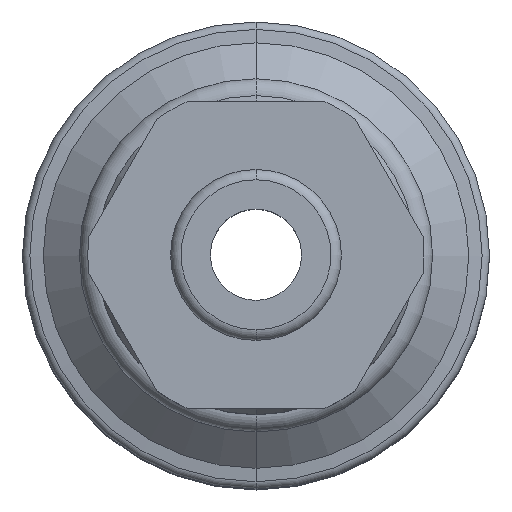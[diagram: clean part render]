
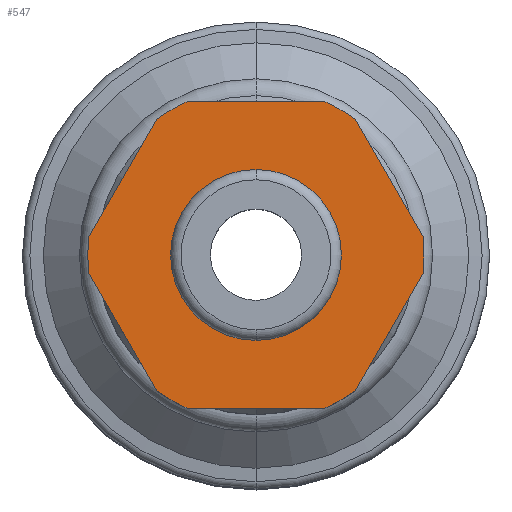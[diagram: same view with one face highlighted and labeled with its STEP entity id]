
A CAD part, top view. The second image highlights one B-rep face of the part: STEP entity #547.
In plain terms, the highlighted planar face has unit normal (0, 0, 1).
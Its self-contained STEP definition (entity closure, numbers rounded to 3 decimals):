
#35 = CIRCLE ( 'NONE', #2958, 14.75 ) ;
#44 = VERTEX_POINT ( 'NONE', #2744 ) ;
#61 = DIRECTION ( 'NONE',  ( -1., 0., 0. ) ) ;
#69 = EDGE_CURVE ( 'NONE', #3135, #161, #3016, .T. ) ;
#82 = CARTESIAN_POINT ( 'NONE',  ( -8.72, 11.896, 7.5 ) ) ;
#90 = DIRECTION ( 'NONE',  ( -0.5, -0.866, 0. ) ) ;
#104 = CARTESIAN_POINT ( 'NONE',  ( 0., 0., 7.5 ) ) ;
#132 = VERTEX_POINT ( 'NONE', #1262 ) ;
#161 = VERTEX_POINT ( 'NONE', #2554 ) ;
#169 = VERTEX_POINT ( 'NONE', #932 ) ;
#223 = ORIENTED_EDGE ( 'NONE', *, *, #983, .F. ) ;
#277 = DIRECTION ( 'NONE',  ( 0., 0., -1. ) ) ;
#301 = CARTESIAN_POINT ( 'NONE',  ( -15.588, 0., 7.5 ) ) ;
#320 = VECTOR ( 'NONE', #3119, 1000. ) ;
#330 = ORIENTED_EDGE ( 'NONE', *, *, #2674, .T. ) ;
#351 = DIRECTION ( 'NONE',  ( 0., 0., -1. ) ) ;
#354 = EDGE_CURVE ( 'NONE', #972, #2327, #2053, .T. ) ;
#367 = ORIENTED_EDGE ( 'NONE', *, *, #2655, .F. ) ;
#448 = ORIENTED_EDGE ( 'NONE', *, *, #69, .T. ) ;
#516 = DIRECTION ( 'NONE',  ( -1., 0., 0. ) ) ;
#547 = ADVANCED_FACE ( 'NONE', ( #663, #3091 ), #1175, .T. ) ;
#555 = ORIENTED_EDGE ( 'NONE', *, *, #2129, .F. ) ;
#564 = CARTESIAN_POINT ( 'NONE',  ( 7.794, 13.5, 7.5 ) ) ;
#663 = FACE_OUTER_BOUND ( 'NONE', #3214, .T. ) ;
#701 = LINE ( 'NONE', #2019, #1186 ) ;
#728 = ORIENTED_EDGE ( 'NONE', *, *, #3309, .T. ) ;
#746 = ORIENTED_EDGE ( 'NONE', *, *, #1938, .T. ) ;
#803 = ORIENTED_EDGE ( 'NONE', *, *, #1117, .T. ) ;
#835 = ORIENTED_EDGE ( 'NONE', *, *, #1559, .F. ) ;
#841 = CARTESIAN_POINT ( 'NONE',  ( 14.663, 1.604, 7.5 ) ) ;
#859 = DIRECTION ( 'NONE',  ( -1., 0., 0. ) ) ;
#861 = AXIS2_PLACEMENT_3D ( 'NONE', #1145, #1688, #2224 ) ;
#909 = DIRECTION ( 'NONE',  ( 0., 0., -1. ) ) ;
#911 = DIRECTION ( 'NONE',  ( 0., 0., 1. ) ) ;
#932 = CARTESIAN_POINT ( 'NONE',  ( -6.58, 0., 7.5 ) ) ;
#933 = ORIENTED_EDGE ( 'NONE', *, *, #2250, .F. ) ;
#945 = EDGE_CURVE ( 'NONE', #1784, #1690, #2720, .T. ) ;
#972 = VERTEX_POINT ( 'NONE', #841 ) ;
#983 = EDGE_CURVE ( 'NONE', #3135, #2092, #3463, .T. ) ;
#1028 = AXIS2_PLACEMENT_3D ( 'NONE', #2237, #2743, #1921 ) ;
#1102 = EDGE_CURVE ( 'NONE', #169, #1928, #1872, .T. ) ;
#1117 = EDGE_CURVE ( 'NONE', #1928, #169, #1695, .T. ) ;
#1145 = CARTESIAN_POINT ( 'NONE',  ( 0., 0., 7.5 ) ) ;
#1149 = CIRCLE ( 'NONE', #1376, 14.75 ) ;
#1175 = PLANE ( 'NONE',  #1275 ) ;
#1182 = CARTESIAN_POINT ( 'NONE',  ( -5.942, 13.5, 7.5 ) ) ;
#1186 = VECTOR ( 'NONE', #1242, 1000. ) ;
#1242 = DIRECTION ( 'NONE',  ( 1., 0., 0. ) ) ;
#1253 = CIRCLE ( 'NONE', #1934, 14.75 ) ;
#1262 = CARTESIAN_POINT ( 'NONE',  ( 5.942, 13.5, 7.5 ) ) ;
#1275 = AXIS2_PLACEMENT_3D ( 'NONE', #3314, #911, #2264 ) ;
#1333 = DIRECTION ( 'NONE',  ( 0., 0., -1. ) ) ;
#1348 = DIRECTION ( 'NONE',  ( -1., 0., 0. ) ) ;
#1376 = AXIS2_PLACEMENT_3D ( 'NONE', #1666, #1992, #859 ) ;
#1379 = CARTESIAN_POINT ( 'NONE',  ( -7.794, 13.5, 7.5 ) ) ;
#1396 = ORIENTED_EDGE ( 'NONE', *, *, #945, .T. ) ;
#1447 = DIRECTION ( 'NONE',  ( 0., 0., -1. ) ) ;
#1552 = VERTEX_POINT ( 'NONE', #2486 ) ;
#1559 = EDGE_CURVE ( 'NONE', #44, #3115, #2829, .T. ) ;
#1589 = AXIS2_PLACEMENT_3D ( 'NONE', #2748, #351, #61 ) ;
#1603 = DIRECTION ( 'NONE',  ( 0., 0., -1. ) ) ;
#1615 = EDGE_CURVE ( 'NONE', #1784, #2593, #1253, .T. ) ;
#1660 = CIRCLE ( 'NONE', #861, 14.75 ) ;
#1666 = CARTESIAN_POINT ( 'NONE',  ( 0., 0., 7.5 ) ) ;
#1688 = DIRECTION ( 'NONE',  ( 0., 0., -1. ) ) ;
#1690 = VERTEX_POINT ( 'NONE', #3126 ) ;
#1695 = CIRCLE ( 'NONE', #1589, 6.58 ) ;
#1758 = CARTESIAN_POINT ( 'NONE',  ( 14.663, -1.604, 7.5 ) ) ;
#1780 = CARTESIAN_POINT ( 'NONE',  ( 8.72, 11.896, 7.5 ) ) ;
#1781 = LINE ( 'NONE', #2825, #320 ) ;
#1784 = VERTEX_POINT ( 'NONE', #3406 ) ;
#1806 = VECTOR ( 'NONE', #1883, 1000. ) ;
#1854 = CARTESIAN_POINT ( 'NONE',  ( 0., 0., 7.5 ) ) ;
#1872 = CIRCLE ( 'NONE', #2091, 6.58 ) ;
#1883 = DIRECTION ( 'NONE',  ( -0.5, 0.866, 0. ) ) ;
#1912 = VECTOR ( 'NONE', #2960, 1000. ) ;
#1921 = DIRECTION ( 'NONE',  ( -1., 0., 0. ) ) ;
#1928 = VERTEX_POINT ( 'NONE', #3200 ) ;
#1934 = AXIS2_PLACEMENT_3D ( 'NONE', #104, #909, #2997 ) ;
#1938 = EDGE_CURVE ( 'NONE', #132, #2092, #2980, .T. ) ;
#1971 = CARTESIAN_POINT ( 'NONE',  ( 0., 0., 7.5 ) ) ;
#1975 = AXIS2_PLACEMENT_3D ( 'NONE', #1854, #1333, #516 ) ;
#1981 = EDGE_LOOP ( 'NONE', ( #3413, #803 ) ) ;
#1992 = DIRECTION ( 'NONE',  ( 0., 0., -1. ) ) ;
#2019 = CARTESIAN_POINT ( 'NONE',  ( -7.794, -13.5, 7.5 ) ) ;
#2053 = CIRCLE ( 'NONE', #2625, 14.75 ) ;
#2091 = AXIS2_PLACEMENT_3D ( 'NONE', #2696, #277, #1348 ) ;
#2092 = VERTEX_POINT ( 'NONE', #1182 ) ;
#2108 = ORIENTED_EDGE ( 'NONE', *, *, #2934, .T. ) ;
#2129 = EDGE_CURVE ( 'NONE', #1552, #1690, #1149, .T. ) ;
#2224 = DIRECTION ( 'NONE',  ( -1., 0., 0. ) ) ;
#2237 = CARTESIAN_POINT ( 'NONE',  ( 0., 0., 7.5 ) ) ;
#2250 = EDGE_CURVE ( 'NONE', #2593, #161, #35, .T. ) ;
#2264 = DIRECTION ( 'NONE',  ( 1., 0., 0. ) ) ;
#2327 = VERTEX_POINT ( 'NONE', #1758 ) ;
#2376 = LINE ( 'NONE', #3447, #1806 ) ;
#2402 = CARTESIAN_POINT ( 'NONE',  ( 0., 0., 7.5 ) ) ;
#2403 = VERTEX_POINT ( 'NONE', #1780 ) ;
#2463 = CARTESIAN_POINT ( 'NONE',  ( -14.75, 0., 7.5 ) ) ;
#2486 = CARTESIAN_POINT ( 'NONE',  ( -5.942, -13.5, 7.5 ) ) ;
#2530 = DIRECTION ( 'NONE',  ( -1., 0., 0. ) ) ;
#2554 = CARTESIAN_POINT ( 'NONE',  ( -14.663, 1.604, 7.5 ) ) ;
#2593 = VERTEX_POINT ( 'NONE', #2463 ) ;
#2625 = AXIS2_PLACEMENT_3D ( 'NONE', #2402, #1603, #2929 ) ;
#2655 = EDGE_CURVE ( 'NONE', #132, #2403, #1660, .T. ) ;
#2674 = EDGE_CURVE ( 'NONE', #1552, #3115, #701, .T. ) ;
#2696 = CARTESIAN_POINT ( 'NONE',  ( 0., 0., 7.5 ) ) ;
#2719 = DIRECTION ( 'NONE',  ( -1., 0., 0. ) ) ;
#2720 = LINE ( 'NONE', #301, #1912 ) ;
#2743 = DIRECTION ( 'NONE',  ( 0., 0., -1. ) ) ;
#2744 = CARTESIAN_POINT ( 'NONE',  ( 8.72, -11.896, 7.5 ) ) ;
#2748 = CARTESIAN_POINT ( 'NONE',  ( 0., 0., 7.5 ) ) ;
#2825 = CARTESIAN_POINT ( 'NONE',  ( 7.794, -13.5, 7.5 ) ) ;
#2829 = CIRCLE ( 'NONE', #1028, 14.75 ) ;
#2863 = ORIENTED_EDGE ( 'NONE', *, *, #1615, .F. ) ;
#2929 = DIRECTION ( 'NONE',  ( -1., 0., 0. ) ) ;
#2934 = EDGE_CURVE ( 'NONE', #972, #2403, #2376, .T. ) ;
#2958 = AXIS2_PLACEMENT_3D ( 'NONE', #1971, #1447, #2530 ) ;
#2960 = DIRECTION ( 'NONE',  ( 0.5, -0.866, 0. ) ) ;
#2980 = LINE ( 'NONE', #564, #3232 ) ;
#2997 = DIRECTION ( 'NONE',  ( -1., 0., 0. ) ) ;
#3016 = LINE ( 'NONE', #1379, #3062 ) ;
#3062 = VECTOR ( 'NONE', #90, 1000. ) ;
#3091 = FACE_BOUND ( 'NONE', #1981, .T. ) ;
#3115 = VERTEX_POINT ( 'NONE', #3311 ) ;
#3119 = DIRECTION ( 'NONE',  ( 0.5, 0.866, 0. ) ) ;
#3126 = CARTESIAN_POINT ( 'NONE',  ( -8.72, -11.896, 7.5 ) ) ;
#3135 = VERTEX_POINT ( 'NONE', #82 ) ;
#3200 = CARTESIAN_POINT ( 'NONE',  ( 6.58, 0., 7.5 ) ) ;
#3214 = EDGE_LOOP ( 'NONE', ( #330, #835, #728, #3264, #2108, #367, #746, #223, #448, #933, #2863, #1396, #555 ) ) ;
#3232 = VECTOR ( 'NONE', #2719, 1000. ) ;
#3264 = ORIENTED_EDGE ( 'NONE', *, *, #354, .F. ) ;
#3309 = EDGE_CURVE ( 'NONE', #44, #2327, #1781, .T. ) ;
#3311 = CARTESIAN_POINT ( 'NONE',  ( 5.942, -13.5, 7.5 ) ) ;
#3314 = CARTESIAN_POINT ( 'NONE',  ( 14.75, 0., 7.5 ) ) ;
#3406 = CARTESIAN_POINT ( 'NONE',  ( -14.663, -1.604, 7.5 ) ) ;
#3413 = ORIENTED_EDGE ( 'NONE', *, *, #1102, .T. ) ;
#3447 = CARTESIAN_POINT ( 'NONE',  ( 15.588, 0., 7.5 ) ) ;
#3463 = CIRCLE ( 'NONE', #1975, 14.75 ) ;
